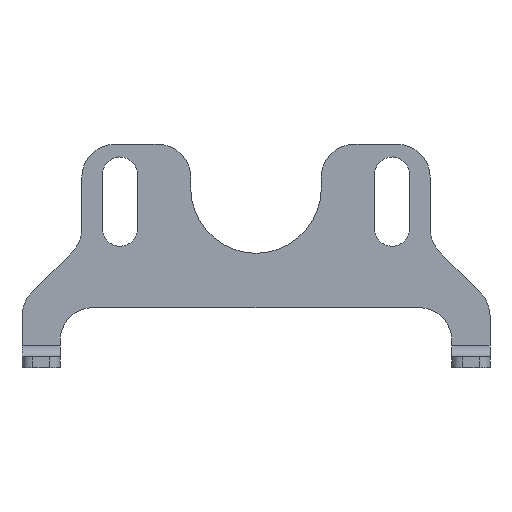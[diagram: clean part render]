
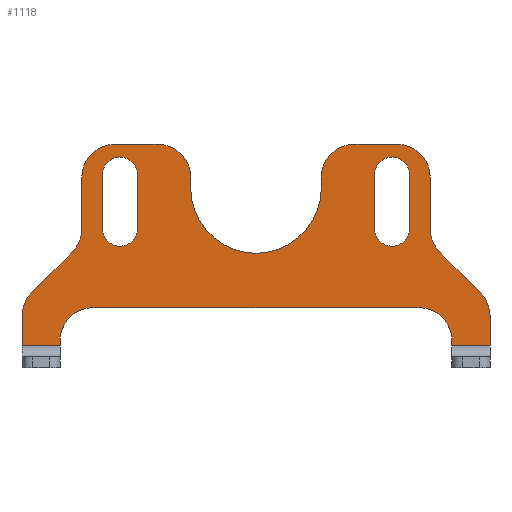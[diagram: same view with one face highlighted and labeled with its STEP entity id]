
A CAD part, left-side view. The second image highlights one B-rep face of the part: STEP entity #1118.
In plain terms, the highlighted planar face has unit normal (-1, 0, 0).
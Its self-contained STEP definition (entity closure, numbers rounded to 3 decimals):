
#21=FACE_BOUND('',#170,.T.);
#22=FACE_BOUND('',#171,.T.);
#51=PLANE('',#1230);
#107=FACE_OUTER_BOUND('',#169,.T.);
#169=EDGE_LOOP('',(#1002,#1003,#1004,#1005,#1006,#1007,#1008,#1009,#1010,
#1011,#1012,#1013,#1014,#1015,#1016,#1017,#1018,#1019,#1020,#1021,#1022,
#1023,#1024,#1025,#1026,#1027));
#170=EDGE_LOOP('',(#1028,#1029,#1030,#1031));
#171=EDGE_LOOP('',(#1032,#1033,#1034,#1035));
#174=LINE('',#1573,#282);
#179=LINE('',#1588,#287);
#186=LINE('',#1606,#294);
#206=LINE('',#1670,#314);
#209=LINE('',#1679,#317);
#212=LINE('',#1686,#320);
#215=LINE('',#1695,#323);
#218=LINE('',#1702,#326);
#222=LINE('',#1718,#330);
#233=LINE('',#1754,#341);
#245=LINE('',#1788,#353);
#250=LINE('',#1803,#358);
#265=LINE('',#1843,#373);
#268=LINE('',#1850,#376);
#270=LINE('',#1856,#378);
#272=LINE('',#1862,#380);
#274=LINE('',#1868,#382);
#276=LINE('',#1874,#384);
#279=LINE('',#1884,#387);
#282=VECTOR('',#1243,10.);
#287=VECTOR('',#1256,10.);
#294=VECTOR('',#1271,10.);
#314=VECTOR('',#1323,10.);
#317=VECTOR('',#1332,10.);
#320=VECTOR('',#1341,10.);
#323=VECTOR('',#1350,10.);
#326=VECTOR('',#1359,10.);
#330=VECTOR('',#1373,10.);
#341=VECTOR('',#1404,10.);
#353=VECTOR('',#1434,10.);
#358=VECTOR('',#1449,10.);
#373=VECTOR('',#1498,10.);
#376=VECTOR('',#1509,10.);
#378=VECTOR('',#1517,10.);
#380=VECTOR('',#1525,10.);
#382=VECTOR('',#1533,10.);
#384=VECTOR('',#1541,10.);
#387=VECTOR('',#1554,10.);
#388=CIRCLE('',#1122,3.);
#390=CIRCLE('',#1126,3.);
#393=CIRCLE('',#1131,3.);
#406=CIRCLE('',#1147,3.);
#407=CIRCLE('',#1150,1.6);
#408=CIRCLE('',#1153,1.6);
#409=CIRCLE('',#1156,1.6);
#410=CIRCLE('',#1159,1.6);
#435=CIRCLE('',#1212,3.);
#436=CIRCLE('',#1215,3.);
#437=CIRCLE('',#1218,6.);
#438=CIRCLE('',#1221,3.);
#439=CIRCLE('',#1224,3.);
#440=CIRCLE('',#1226,3.);
#441=CIRCLE('',#1229,3.);
#442=VERTEX_POINT('',#1563);
#443=VERTEX_POINT('',#1564);
#446=VERTEX_POINT('',#1572);
#448=VERTEX_POINT('',#1578);
#449=VERTEX_POINT('',#1579);
#452=VERTEX_POINT('',#1587);
#456=VERTEX_POINT('',#1596);
#457=VERTEX_POINT('',#1598);
#459=VERTEX_POINT('',#1604);
#485=VERTEX_POINT('',#1662);
#486=VERTEX_POINT('',#1664);
#487=VERTEX_POINT('',#1668);
#488=VERTEX_POINT('',#1672);
#489=VERTEX_POINT('',#1673);
#490=VERTEX_POINT('',#1678);
#491=VERTEX_POINT('',#1682);
#492=VERTEX_POINT('',#1688);
#493=VERTEX_POINT('',#1689);
#494=VERTEX_POINT('',#1694);
#495=VERTEX_POINT('',#1698);
#501=VERTEX_POINT('',#1715);
#502=VERTEX_POINT('',#1717);
#516=VERTEX_POINT('',#1751);
#517=VERTEX_POINT('',#1753);
#529=VERTEX_POINT('',#1785);
#530=VERTEX_POINT('',#1787);
#534=VERTEX_POINT('',#1800);
#535=VERTEX_POINT('',#1802);
#544=VERTEX_POINT('',#1854);
#545=VERTEX_POINT('',#1858);
#546=VERTEX_POINT('',#1864);
#547=VERTEX_POINT('',#1872);
#548=VERTEX_POINT('',#1878);
#549=VERTEX_POINT('',#1882);
#550=EDGE_CURVE('',#442,#443,#388,.T.);
#554=EDGE_CURVE('',#446,#443,#174,.T.);
#557=EDGE_CURVE('',#448,#449,#390,.T.);
#561=EDGE_CURVE('',#452,#449,#179,.T.);
#566=EDGE_CURVE('',#456,#457,#393,.T.);
#570=EDGE_CURVE('',#456,#459,#186,.T.);
#600=EDGE_CURVE('',#485,#486,#406,.T.);
#603=EDGE_CURVE('',#485,#487,#206,.T.);
#604=EDGE_CURVE('',#488,#489,#407,.T.);
#607=EDGE_CURVE('',#489,#490,#209,.T.);
#609=EDGE_CURVE('',#490,#491,#408,.T.);
#611=EDGE_CURVE('',#491,#488,#212,.T.);
#612=EDGE_CURVE('',#492,#493,#409,.T.);
#615=EDGE_CURVE('',#493,#494,#215,.T.);
#617=EDGE_CURVE('',#494,#495,#410,.T.);
#619=EDGE_CURVE('',#495,#492,#218,.T.);
#626=EDGE_CURVE('',#502,#501,#222,.T.);
#644=EDGE_CURVE('',#517,#516,#233,.T.);
#662=EDGE_CURVE('',#530,#529,#245,.T.);
#670=EDGE_CURVE('',#535,#534,#250,.T.);
#690=EDGE_CURVE('',#516,#530,#265,.T.);
#693=EDGE_CURVE('',#501,#535,#268,.T.);
#694=EDGE_CURVE('',#534,#452,#435,.T.);
#696=EDGE_CURVE('',#448,#544,#270,.T.);
#698=EDGE_CURVE('',#544,#545,#436,.T.);
#699=EDGE_CURVE('',#545,#486,#272,.T.);
#701=EDGE_CURVE('',#487,#546,#437,.T.);
#702=EDGE_CURVE('',#546,#457,#274,.T.);
#703=EDGE_CURVE('',#459,#446,#438,.T.);
#705=EDGE_CURVE('',#442,#547,#276,.T.);
#706=EDGE_CURVE('',#547,#517,#439,.T.);
#708=EDGE_CURVE('',#529,#548,#440,.T.);
#710=EDGE_CURVE('',#548,#549,#279,.T.);
#711=EDGE_CURVE('',#549,#502,#441,.T.);
#1002=ORIENTED_EDGE('',*,*,#566,.F.);
#1003=ORIENTED_EDGE('',*,*,#570,.T.);
#1004=ORIENTED_EDGE('',*,*,#703,.T.);
#1005=ORIENTED_EDGE('',*,*,#554,.T.);
#1006=ORIENTED_EDGE('',*,*,#550,.F.);
#1007=ORIENTED_EDGE('',*,*,#705,.T.);
#1008=ORIENTED_EDGE('',*,*,#706,.T.);
#1009=ORIENTED_EDGE('',*,*,#644,.T.);
#1010=ORIENTED_EDGE('',*,*,#690,.T.);
#1011=ORIENTED_EDGE('',*,*,#662,.T.);
#1012=ORIENTED_EDGE('',*,*,#708,.T.);
#1013=ORIENTED_EDGE('',*,*,#710,.T.);
#1014=ORIENTED_EDGE('',*,*,#711,.T.);
#1015=ORIENTED_EDGE('',*,*,#626,.T.);
#1016=ORIENTED_EDGE('',*,*,#693,.T.);
#1017=ORIENTED_EDGE('',*,*,#670,.T.);
#1018=ORIENTED_EDGE('',*,*,#694,.T.);
#1019=ORIENTED_EDGE('',*,*,#561,.T.);
#1020=ORIENTED_EDGE('',*,*,#557,.F.);
#1021=ORIENTED_EDGE('',*,*,#696,.T.);
#1022=ORIENTED_EDGE('',*,*,#698,.T.);
#1023=ORIENTED_EDGE('',*,*,#699,.T.);
#1024=ORIENTED_EDGE('',*,*,#600,.F.);
#1025=ORIENTED_EDGE('',*,*,#603,.T.);
#1026=ORIENTED_EDGE('',*,*,#701,.T.);
#1027=ORIENTED_EDGE('',*,*,#702,.T.);
#1028=ORIENTED_EDGE('',*,*,#609,.T.);
#1029=ORIENTED_EDGE('',*,*,#611,.T.);
#1030=ORIENTED_EDGE('',*,*,#604,.T.);
#1031=ORIENTED_EDGE('',*,*,#607,.T.);
#1032=ORIENTED_EDGE('',*,*,#617,.T.);
#1033=ORIENTED_EDGE('',*,*,#619,.T.);
#1034=ORIENTED_EDGE('',*,*,#612,.T.);
#1035=ORIENTED_EDGE('',*,*,#615,.T.);
#1118=ADVANCED_FACE('',(#107,#21,#22),#51,.F.);
#1122=AXIS2_PLACEMENT_3D('',#1565,#1235,#1236);
#1126=AXIS2_PLACEMENT_3D('',#1580,#1248,#1249);
#1131=AXIS2_PLACEMENT_3D('',#1599,#1264,#1265);
#1147=AXIS2_PLACEMENT_3D('',#1665,#1317,#1318);
#1150=AXIS2_PLACEMENT_3D('',#1674,#1326,#1327);
#1153=AXIS2_PLACEMENT_3D('',#1683,#1336,#1337);
#1156=AXIS2_PLACEMENT_3D('',#1690,#1344,#1345);
#1159=AXIS2_PLACEMENT_3D('',#1699,#1354,#1355);
#1212=AXIS2_PLACEMENT_3D('',#1852,#1512,#1513);
#1215=AXIS2_PLACEMENT_3D('',#1860,#1521,#1522);
#1218=AXIS2_PLACEMENT_3D('',#1866,#1529,#1530);
#1221=AXIS2_PLACEMENT_3D('',#1870,#1536,#1537);
#1224=AXIS2_PLACEMENT_3D('',#1876,#1544,#1545);
#1226=AXIS2_PLACEMENT_3D('',#1880,#1549,#1550);
#1229=AXIS2_PLACEMENT_3D('',#1886,#1557,#1558);
#1230=AXIS2_PLACEMENT_3D('',#1887,#1559,#1560);
#1235=DIRECTION('center_axis',(-1.,0.,0.));
#1236=DIRECTION('ref_axis',(0.,-0.924,-0.383));
#1243=DIRECTION('',(0.,0.,-1.));
#1248=DIRECTION('center_axis',(-1.,0.,0.));
#1249=DIRECTION('ref_axis',(0.,0.924,-0.383));
#1256=DIRECTION('',(0.,0.707,0.707));
#1264=DIRECTION('center_axis',(1.,0.,0.));
#1265=DIRECTION('ref_axis',(0.,-0.707,0.707));
#1271=DIRECTION('',(0.,1.,0.));
#1317=DIRECTION('center_axis',(1.,0.,0.));
#1318=DIRECTION('ref_axis',(0.,0.707,0.707));
#1323=DIRECTION('',(0.,0.,-1.));
#1326=DIRECTION('center_axis',(1.,0.,0.));
#1327=DIRECTION('ref_axis',(0.,1.,0.));
#1332=DIRECTION('',(0.,0.,-1.));
#1336=DIRECTION('center_axis',(1.,0.,0.));
#1337=DIRECTION('ref_axis',(0.,-1.,0.));
#1341=DIRECTION('',(0.,0.,1.));
#1344=DIRECTION('center_axis',(1.,0.,0.));
#1345=DIRECTION('ref_axis',(0.,1.,0.));
#1350=DIRECTION('',(0.,0.,-1.));
#1354=DIRECTION('center_axis',(1.,0.,0.));
#1355=DIRECTION('ref_axis',(0.,-1.,0.));
#1359=DIRECTION('',(0.,0.,1.));
#1373=DIRECTION('',(0.,0.,-1.));
#1404=DIRECTION('',(0.,0.,-1.));
#1434=DIRECTION('',(0.,0.,1.));
#1449=DIRECTION('',(0.,0.,1.));
#1498=DIRECTION('',(0.,-1.,0.));
#1509=DIRECTION('',(0.,-1.,0.));
#1512=DIRECTION('center_axis',(-1.,0.,0.));
#1513=DIRECTION('ref_axis',(0.,0.707,-0.707));
#1517=DIRECTION('',(0.,0.,1.));
#1521=DIRECTION('center_axis',(-1.,0.,0.));
#1522=DIRECTION('ref_axis',(0.,0.,-1.));
#1525=DIRECTION('',(0.,1.,0.));
#1529=DIRECTION('center_axis',(1.,0.,0.));
#1530=DIRECTION('ref_axis',(0.,-1.,0.));
#1533=DIRECTION('',(0.,0.,1.));
#1536=DIRECTION('center_axis',(-1.,0.,0.));
#1537=DIRECTION('ref_axis',(0.,-1.,0.));
#1541=DIRECTION('',(0.,0.707,-0.707));
#1544=DIRECTION('center_axis',(-1.,0.,0.));
#1545=DIRECTION('ref_axis',(0.,-1.,0.));
#1549=DIRECTION('center_axis',(1.,0.,0.));
#1550=DIRECTION('ref_axis',(0.,1.,0.));
#1554=DIRECTION('',(0.,-1.,0.));
#1557=DIRECTION('center_axis',(1.,0.,0.));
#1558=DIRECTION('ref_axis',(0.,0.,1.));
#1559=DIRECTION('center_axis',(1.,0.,0.));
#1560=DIRECTION('ref_axis',(0.,0.,-1.));
#1563=CARTESIAN_POINT('',(0.,16.879,10.621));
#1564=CARTESIAN_POINT('',(0.,16.,12.743));
#1565=CARTESIAN_POINT('Origin',(0.,19.,12.743));
#1572=CARTESIAN_POINT('',(0.,16.,17.5));
#1573=CARTESIAN_POINT('',(0.,16.,17.5));
#1578=CARTESIAN_POINT('',(0.,-16.,12.743));
#1579=CARTESIAN_POINT('',(0.,-16.879,10.621));
#1580=CARTESIAN_POINT('Origin',(0.,-19.,12.743));
#1587=CARTESIAN_POINT('',(0.,-20.621,6.879));
#1588=CARTESIAN_POINT('',(0.,-20.621,6.879));
#1596=CARTESIAN_POINT('',(0.,9.,20.5));
#1598=CARTESIAN_POINT('',(0.,6.,17.5));
#1599=CARTESIAN_POINT('Origin',(0.,9.,17.5));
#1604=CARTESIAN_POINT('',(0.,13.,20.5));
#1606=CARTESIAN_POINT('',(0.,6.,20.5));
#1662=CARTESIAN_POINT('',(0.,-6.,17.5));
#1664=CARTESIAN_POINT('',(0.,-9.,20.5));
#1665=CARTESIAN_POINT('Origin',(0.,-9.,17.5));
#1668=CARTESIAN_POINT('',(0.,-6.,16.5));
#1670=CARTESIAN_POINT('',(0.,-6.,20.5));
#1672=CARTESIAN_POINT('',(0.,14.1,17.75));
#1673=CARTESIAN_POINT('',(0.,10.9,17.75));
#1674=CARTESIAN_POINT('Origin',(0.,12.5,17.75));
#1678=CARTESIAN_POINT('',(0.,10.9,12.75));
#1679=CARTESIAN_POINT('',(0.,10.9,13.912));
#1682=CARTESIAN_POINT('',(0.,14.1,12.75));
#1683=CARTESIAN_POINT('Origin',(0.,12.5,12.75));
#1686=CARTESIAN_POINT('',(0.,14.1,11.412));
#1688=CARTESIAN_POINT('',(0.,-10.9,17.75));
#1689=CARTESIAN_POINT('',(0.,-14.1,17.75));
#1690=CARTESIAN_POINT('Origin',(0.,-12.5,17.75));
#1694=CARTESIAN_POINT('',(0.,-14.1,12.75));
#1695=CARTESIAN_POINT('',(0.,-14.1,13.912));
#1698=CARTESIAN_POINT('',(0.,-10.9,12.75));
#1699=CARTESIAN_POINT('Origin',(0.,-12.5,12.75));
#1702=CARTESIAN_POINT('',(0.,-10.9,11.412));
#1715=CARTESIAN_POINT('',(0.,-18.,2.));
#1717=CARTESIAN_POINT('',(0.,-18.,2.5));
#1718=CARTESIAN_POINT('',(0.,-18.,2.5));
#1751=CARTESIAN_POINT('',(0.,21.5,2.));
#1753=CARTESIAN_POINT('',(0.,21.5,4.757));
#1754=CARTESIAN_POINT('',(0.,21.5,4.757));
#1785=CARTESIAN_POINT('',(0.,18.,2.5));
#1787=CARTESIAN_POINT('',(0.,18.,2.));
#1788=CARTESIAN_POINT('',(0.,18.,0.));
#1800=CARTESIAN_POINT('',(0.,-21.5,4.757));
#1802=CARTESIAN_POINT('',(0.,-21.5,2.));
#1803=CARTESIAN_POINT('',(0.,-21.5,0.));
#1843=CARTESIAN_POINT('',(0.,9.,2.));
#1850=CARTESIAN_POINT('',(0.,-10.75,2.));
#1852=CARTESIAN_POINT('Origin',(0.,-18.5,4.757));
#1854=CARTESIAN_POINT('',(0.,-16.,17.5));
#1856=CARTESIAN_POINT('',(0.,-16.,11.5));
#1858=CARTESIAN_POINT('',(0.,-13.,20.5));
#1860=CARTESIAN_POINT('Origin',(0.,-13.,17.5));
#1862=CARTESIAN_POINT('',(0.,-13.,20.5));
#1864=CARTESIAN_POINT('',(0.,6.,16.5));
#1866=CARTESIAN_POINT('Origin',(0.,0.,16.5));
#1868=CARTESIAN_POINT('',(0.,6.,16.5));
#1870=CARTESIAN_POINT('Origin',(0.,13.,17.5));
#1872=CARTESIAN_POINT('',(0.,20.621,6.879));
#1874=CARTESIAN_POINT('',(0.,16.,11.5));
#1876=CARTESIAN_POINT('Origin',(0.,18.5,4.757));
#1878=CARTESIAN_POINT('',(0.,15.,5.5));
#1880=CARTESIAN_POINT('Origin',(0.,15.,2.5));
#1882=CARTESIAN_POINT('',(0.,-15.,5.5));
#1884=CARTESIAN_POINT('',(0.,15.,5.5));
#1886=CARTESIAN_POINT('Origin',(0.,-15.,2.5));
#1887=CARTESIAN_POINT('Origin',(0.,0.,10.075));
